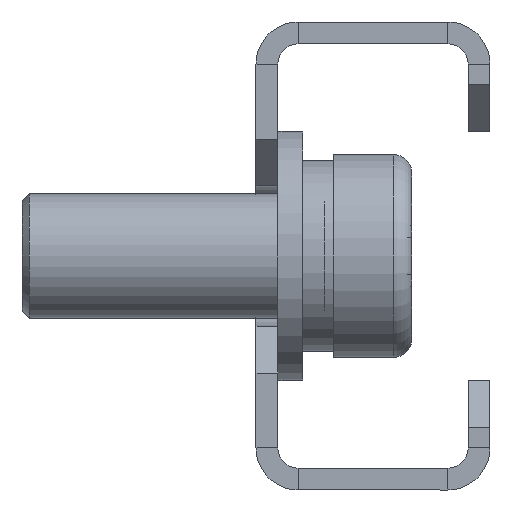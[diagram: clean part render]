
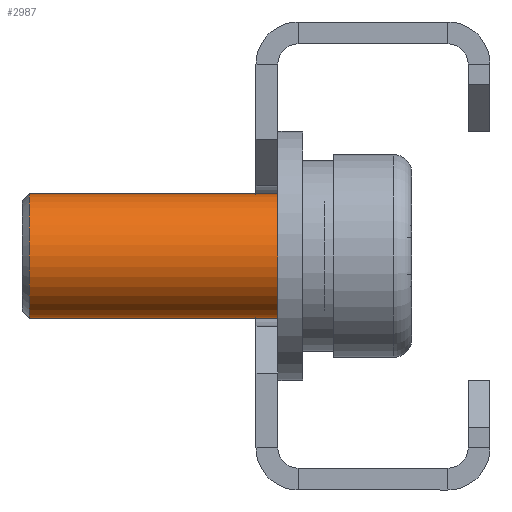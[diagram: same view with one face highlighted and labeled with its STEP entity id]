
A CAD part, left-side view. The second image highlights one B-rep face of the part: STEP entity #2987.
In plain terms, the highlighted cylindrical face has radius 4 mm (diameter 8 mm), a partial arc.
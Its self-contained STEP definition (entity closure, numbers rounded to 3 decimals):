
#109 = DIRECTION ( 'NONE',  ( -1., 0., 0. ) ) ;
#359 = EDGE_LOOP ( 'NONE', ( #1756, #8501, #2732, #7392 ) ) ;
#1025 = DIRECTION ( 'NONE',  ( 0., 0., -1. ) ) ;
#1248 = VERTEX_POINT ( 'NONE', #6305 ) ;
#1547 = LINE ( 'NONE', #4724, #3066 ) ;
#1644 = DIRECTION ( 'NONE',  ( 1., 0., 0. ) ) ;
#1756 = ORIENTED_EDGE ( 'NONE', *, *, #8088, .T. ) ;
#1810 = CARTESIAN_POINT ( 'NONE',  ( -31.75, 0., 0. ) ) ;
#1881 = VERTEX_POINT ( 'NONE', #5292 ) ;
#2274 = DIRECTION ( 'NONE',  ( -1., 0., 0. ) ) ;
#2330 = AXIS2_PLACEMENT_3D ( 'NONE', #2981, #1644, #1025 ) ;
#2663 = CIRCLE ( 'NONE', #4986, 4. ) ;
#2732 = ORIENTED_EDGE ( 'NONE', *, *, #4647, .T. ) ;
#2981 = CARTESIAN_POINT ( 'NONE',  ( 5.6, 0., 0. ) ) ;
#2987 = ADVANCED_FACE ( '�����3', ( #4436 ), #8028, .T. ) ;
#3066 = VECTOR ( 'NONE', #109, 1000. ) ;
#3096 = CARTESIAN_POINT ( 'NONE',  ( 24.537, 0., -4. ) ) ;
#3213 = CARTESIAN_POINT ( 'NONE',  ( -31.75, 0., 4. ) ) ;
#3247 = DIRECTION ( 'NONE',  ( -1., 0., 0. ) ) ;
#3267 = DIRECTION ( 'NONE',  ( 0., 0., 1. ) ) ;
#3456 = CIRCLE ( 'NONE', #2330, 4. ) ;
#4275 = CARTESIAN_POINT ( 'NONE',  ( 24.537, 0., 0. ) ) ;
#4436 = FACE_OUTER_BOUND ( 'NONE', #359, .T. ) ;
#4647 = EDGE_CURVE ( '������14', #7858, #1248, #3456, .T. ) ;
#4660 = LINE ( 'NONE', #3213, #8046 ) ;
#4724 = CARTESIAN_POINT ( 'NONE',  ( -31.75, 0., -4. ) ) ;
#4986 = AXIS2_PLACEMENT_3D ( 'NONE', #4275, #2274, #6913 ) ;
#5292 = CARTESIAN_POINT ( 'NONE',  ( 24.537, 0., 4. ) ) ;
#5425 = CARTESIAN_POINT ( 'NONE',  ( 5.6, 0., -4. ) ) ;
#6305 = CARTESIAN_POINT ( 'NONE',  ( 5.6, 0., 4. ) ) ;
#6469 = DIRECTION ( 'NONE',  ( -1., 0., 0. ) ) ;
#6913 = DIRECTION ( 'NONE',  ( 0., 0., 1. ) ) ;
#7234 = VERTEX_POINT ( 'NONE', #3096 ) ;
#7240 = AXIS2_PLACEMENT_3D ( 'NONE', #1810, #6469, #3267 ) ;
#7392 = ORIENTED_EDGE ( 'NONE', *, *, #8385, .F. ) ;
#7858 = VERTEX_POINT ( 'NONE', #5425 ) ;
#7927 = EDGE_CURVE ( 'NONE', #7234, #7858, #1547, .T. ) ;
#8028 = CYLINDRICAL_SURFACE ( 'NONE', #7240, 4. ) ;
#8046 = VECTOR ( 'NONE', #3247, 1000. ) ;
#8088 = EDGE_CURVE ( '������7', #1881, #7234, #2663, .T. ) ;
#8385 = EDGE_CURVE ( 'NONE', #1881, #1248, #4660, .T. ) ;
#8501 = ORIENTED_EDGE ( 'NONE', *, *, #7927, .T. ) ;
